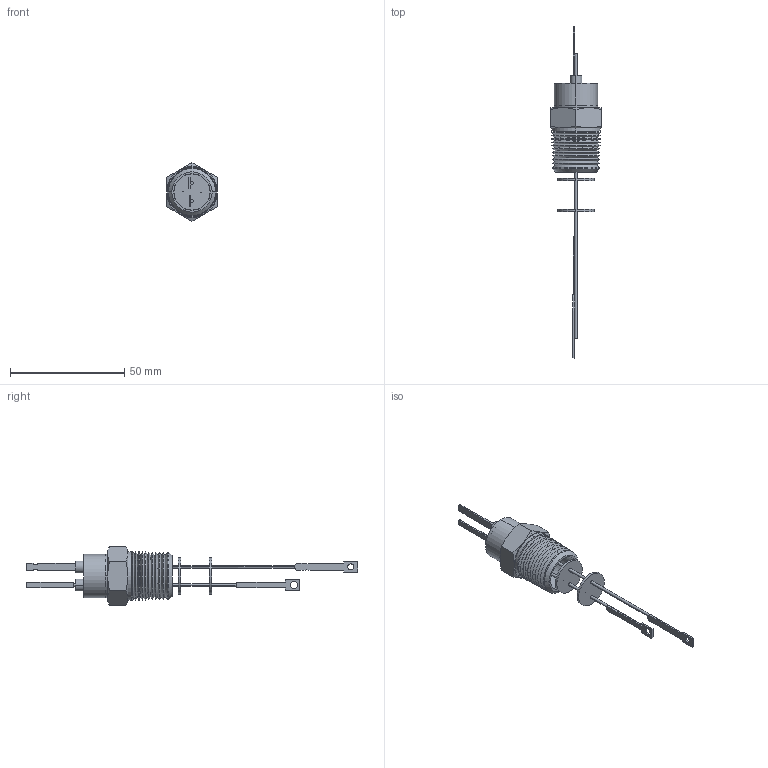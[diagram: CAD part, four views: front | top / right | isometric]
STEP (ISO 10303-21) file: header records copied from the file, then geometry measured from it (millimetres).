
FILE_DESCRIPTION (( 'STEP AP203' ), '1' );
FILE_NAME ('A0393-3-NPT.STEP', '2011-11-17T16:46:57', ( '' ), ( '' ), 'SwSTEP 2.0', 'SolidWorks 2011', '' );
FILE_SCHEMA (( 'CONFIG_CONTROL_DESIGN' ));
Length unit declared in the file: inch
Products named in the file (1): A0393-3-NPT
Bounding box: 22.23 x 145.16 x 25.66 mm (x, y, z)
Volume: 6428.6 mm3; surface area: 9351.1 mm2
Topology: 1 solids, 3 shells, 225 faces, 552 edges, 356 vertices
Faces by surface type: cylinder 80, plane 71, cone 70, torus 4
Entity records: 7098 total; most frequent: CARTESIAN_POINT 1468, DIRECTION 1247, ORIENTED_EDGE 1104, EDGE_CURVE 552, AXIS2_PLACEMENT_3D 501, VERTEX_POINT 356, CIRCLE 275, EDGE_LOOP 268
